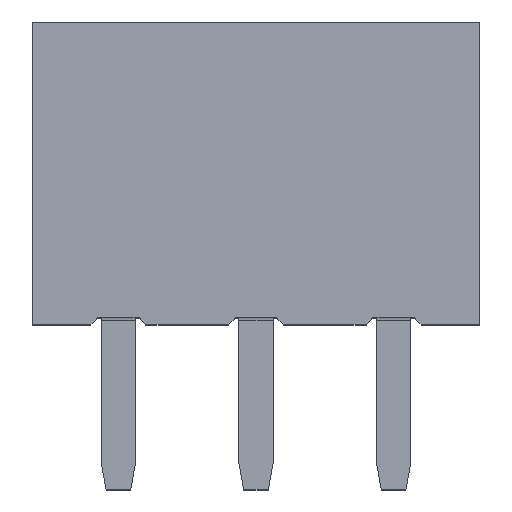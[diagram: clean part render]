
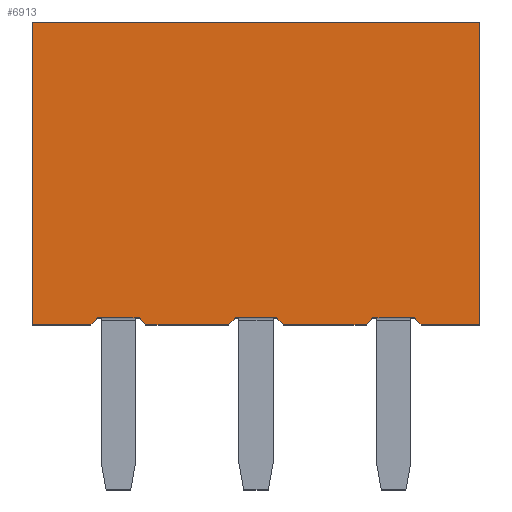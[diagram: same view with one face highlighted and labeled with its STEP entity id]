
A CAD part, top view. The second image highlights one B-rep face of the part: STEP entity #6913.
In plain terms, the highlighted planar face has unit normal (0, 0, 1).
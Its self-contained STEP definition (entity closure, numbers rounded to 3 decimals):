
#2 = LINE ( 'NONE', #3232, #4855 ) ;
#447 = CARTESIAN_POINT ( 'NONE',  ( 3.73, -1.243, 0. ) ) ;
#460 = LINE ( 'NONE', #10112, #7256 ) ;
#499 = DIRECTION ( 'NONE',  ( 0.707, 0.707, 0. ) ) ;
#502 = VECTOR ( 'NONE', #8195, 1000. ) ;
#591 = VERTEX_POINT ( 'NONE', #2227 ) ;
#936 = ORIENTED_EDGE ( 'NONE', *, *, #11140, .T. ) ;
#954 = CARTESIAN_POINT ( 'NONE',  ( 1.83, -1.143, 0. ) ) ;
#1016 = VERTEX_POINT ( 'NONE', #6340 ) ;
#1214 = CARTESIAN_POINT ( 'NONE',  ( 6.53, -1.243, 0. ) ) ;
#1240 = VERTEX_POINT ( 'NONE', #7852 ) ;
#1387 = VERTEX_POINT ( 'NONE', #8861 ) ;
#1421 = VECTOR ( 'NONE', #9978, 1000. ) ;
#1487 = ORIENTED_EDGE ( 'NONE', *, *, #8986, .T. ) ;
#1492 = LINE ( 'NONE', #8817, #6208 ) ;
#1559 = CARTESIAN_POINT ( 'NONE',  ( 7.38, -1.243, 0. ) ) ;
#1659 = LINE ( 'NONE', #7429, #3776 ) ;
#1687 = VERTEX_POINT ( 'NONE', #954 ) ;
#1948 = CARTESIAN_POINT ( 'NONE',  ( 4.53, -1.243, 0. ) ) ;
#2061 = DIRECTION ( 'NONE',  ( 0.707, 0.707, 0. ) ) ;
#2090 = CARTESIAN_POINT ( 'NONE',  ( 1.73, -1.243, 0. ) ) ;
#2163 = LINE ( 'NONE', #2712, #8909 ) ;
#2227 = CARTESIAN_POINT ( 'NONE',  ( 3.83, -1.143, 0. ) ) ;
#2268 = ORIENTED_EDGE ( 'NONE', *, *, #8667, .T. ) ;
#2333 = VECTOR ( 'NONE', #6603, 1000. ) ;
#2472 = ORIENTED_EDGE ( 'NONE', *, *, #9174, .T. ) ;
#2514 = VERTEX_POINT ( 'NONE', #8237 ) ;
#2671 = DIRECTION ( 'NONE',  ( 1., 0., 0. ) ) ;
#2686 = ORIENTED_EDGE ( 'NONE', *, *, #6792, .T. ) ;
#2712 = CARTESIAN_POINT ( 'NONE',  ( -9.12, -1.243, 0. ) ) ;
#2774 = VECTOR ( 'NONE', #4032, 1000. ) ;
#2869 = VECTOR ( 'NONE', #2061, 1000. ) ;
#3062 = DIRECTION ( 'NONE',  ( 0.707, -0.707, 0. ) ) ;
#3063 = LINE ( 'NONE', #4049, #2774 ) ;
#3087 = CARTESIAN_POINT ( 'NONE',  ( 4.43, -1.143, 0. ) ) ;
#3130 = EDGE_LOOP ( 'NONE', ( #5661, #9806, #2472, #3670, #5547, #936, #7678, #8418, #7749, #8666, #2268, #5794, #10341, #1487, #6870, #2686 ) ) ;
#3138 = CARTESIAN_POINT ( 'NONE',  ( 6.43, -1.143, 0. ) ) ;
#3209 = DIRECTION ( 'NONE',  ( 0., -1., 0. ) ) ;
#3232 = CARTESIAN_POINT ( 'NONE',  ( 0.88, -1.243, 0. ) ) ;
#3293 = CARTESIAN_POINT ( 'NONE',  ( 0.88, -1.243, 0. ) ) ;
#3622 = DIRECTION ( 'NONE',  ( 1., 0., 0. ) ) ;
#3670 = ORIENTED_EDGE ( 'NONE', *, *, #10618, .T. ) ;
#3748 = CARTESIAN_POINT ( 'NONE',  ( -9.12, -1.243, 0. ) ) ;
#3776 = VECTOR ( 'NONE', #7374, 1000. ) ;
#4010 = VERTEX_POINT ( 'NONE', #1214 ) ;
#4032 = DIRECTION ( 'NONE',  ( 1., 0., 0. ) ) ;
#4049 = CARTESIAN_POINT ( 'NONE',  ( -9.12, -1.243, 0. ) ) ;
#4089 = LINE ( 'NONE', #10449, #1421 ) ;
#4366 = CARTESIAN_POINT ( 'NONE',  ( 2.43, -1.143, 0. ) ) ;
#4671 = CARTESIAN_POINT ( 'NONE',  ( 2.43, -1.143, 0. ) ) ;
#4749 = DIRECTION ( 'NONE',  ( 0.707, -0.707, 0. ) ) ;
#4855 = VECTOR ( 'NONE', #3209, 1000. ) ;
#5049 = VERTEX_POINT ( 'NONE', #1559 ) ;
#5357 = CARTESIAN_POINT ( 'NONE',  ( 3.73, -1.243, 0. ) ) ;
#5368 = LINE ( 'NONE', #3087, #6820 ) ;
#5399 = VECTOR ( 'NONE', #10641, 1000. ) ;
#5547 = ORIENTED_EDGE ( 'NONE', *, *, #10890, .T. ) ;
#5661 = ORIENTED_EDGE ( 'NONE', *, *, #6298, .T. ) ;
#5716 = EDGE_CURVE ( 'NONE', #5049, #2514, #1659, .T. ) ;
#5794 = ORIENTED_EDGE ( 'NONE', *, *, #7380, .T. ) ;
#5809 = VERTEX_POINT ( 'NONE', #5357 ) ;
#5954 = LINE ( 'NONE', #3748, #5399 ) ;
#6060 = EDGE_CURVE ( 'NONE', #1240, #7364, #460, .T. ) ;
#6061 = VECTOR ( 'NONE', #7878, 1000. ) ;
#6208 = VECTOR ( 'NONE', #8831, 1000. ) ;
#6298 = EDGE_CURVE ( 'NONE', #4010, #5049, #5954, .T. ) ;
#6302 = VECTOR ( 'NONE', #499, 1000. ) ;
#6340 = CARTESIAN_POINT ( 'NONE',  ( 1.73, -1.243, 0. ) ) ;
#6374 = VERTEX_POINT ( 'NONE', #1948 ) ;
#6602 = LINE ( 'NONE', #4671, #9226 ) ;
#6603 = DIRECTION ( 'NONE',  ( 1., 0., 0. ) ) ;
#6683 = EDGE_CURVE ( 'NONE', #1687, #7141, #1492, .T. ) ;
#6755 = CARTESIAN_POINT ( 'NONE',  ( -9.12, -1.243, 0. ) ) ;
#6792 = EDGE_CURVE ( 'NONE', #7364, #4010, #11233, .T. ) ;
#6820 = VECTOR ( 'NONE', #3062, 1000. ) ;
#6870 = ORIENTED_EDGE ( 'NONE', *, *, #6060, .T. ) ;
#6887 = VECTOR ( 'NONE', #7351, 1000. ) ;
#6913 = ADVANCED_FACE ( 'NONE', ( #7238 ), #7173, .T. ) ;
#7024 = DIRECTION ( 'NONE',  ( 1., 0., 0. ) ) ;
#7036 = DIRECTION ( 'NONE',  ( 0., 0., 1. ) ) ;
#7037 = CARTESIAN_POINT ( 'NONE',  ( -9.12, -1.243, 0. ) ) ;
#7141 = VERTEX_POINT ( 'NONE', #4366 ) ;
#7173 = PLANE ( 'NONE',  #7595 ) ;
#7238 = FACE_OUTER_BOUND ( 'NONE', #3130, .T. ) ;
#7256 = VECTOR ( 'NONE', #3622, 1000. ) ;
#7332 = VERTEX_POINT ( 'NONE', #3293 ) ;
#7351 = DIRECTION ( 'NONE',  ( -1., 0., 0. ) ) ;
#7364 = VERTEX_POINT ( 'NONE', #3138 ) ;
#7365 = CARTESIAN_POINT ( 'NONE',  ( -9.12, 3.157, 0. ) ) ;
#7374 = DIRECTION ( 'NONE',  ( 0., 1., 0. ) ) ;
#7380 = EDGE_CURVE ( 'NONE', #1387, #6374, #5368, .T. ) ;
#7391 = CARTESIAN_POINT ( 'NONE',  ( 0.88, 3.157, 0. ) ) ;
#7429 = CARTESIAN_POINT ( 'NONE',  ( 7.38, -1.243, 0. ) ) ;
#7448 = EDGE_CURVE ( 'NONE', #6374, #11352, #2163, .T. ) ;
#7558 = LINE ( 'NONE', #8265, #502 ) ;
#7595 = AXIS2_PLACEMENT_3D ( 'NONE', #7037, #7036, #7024 ) ;
#7678 = ORIENTED_EDGE ( 'NONE', *, *, #6683, .T. ) ;
#7738 = EDGE_CURVE ( 'NONE', #5809, #591, #9170, .T. ) ;
#7749 = ORIENTED_EDGE ( 'NONE', *, *, #9886, .T. ) ;
#7771 = LINE ( 'NONE', #2090, #2869 ) ;
#7852 = CARTESIAN_POINT ( 'NONE',  ( 5.83, -1.143, 0. ) ) ;
#7878 = DIRECTION ( 'NONE',  ( 0.707, -0.707, 0. ) ) ;
#7993 = CARTESIAN_POINT ( 'NONE',  ( 6.43, -1.143, 0. ) ) ;
#8195 = DIRECTION ( 'NONE',  ( 0.707, 0.707, 0. ) ) ;
#8237 = CARTESIAN_POINT ( 'NONE',  ( 7.38, 3.157, 0. ) ) ;
#8265 = CARTESIAN_POINT ( 'NONE',  ( 5.73, -1.243, 0. ) ) ;
#8418 = ORIENTED_EDGE ( 'NONE', *, *, #9742, .T. ) ;
#8666 = ORIENTED_EDGE ( 'NONE', *, *, #7738, .T. ) ;
#8667 = EDGE_CURVE ( 'NONE', #591, #1387, #4089, .T. ) ;
#8769 = CARTESIAN_POINT ( 'NONE',  ( 5.73, -1.243, 0. ) ) ;
#8817 = CARTESIAN_POINT ( 'NONE',  ( -9.12, -1.143, 0. ) ) ;
#8831 = DIRECTION ( 'NONE',  ( 1., 0., 0. ) ) ;
#8861 = CARTESIAN_POINT ( 'NONE',  ( 4.43, -1.143, 0. ) ) ;
#8909 = VECTOR ( 'NONE', #2671, 1000. ) ;
#8986 = EDGE_CURVE ( 'NONE', #11352, #1240, #7558, .T. ) ;
#9065 = LINE ( 'NONE', #6755, #2333 ) ;
#9170 = LINE ( 'NONE', #447, #6302 ) ;
#9174 = EDGE_CURVE ( 'NONE', #2514, #9213, #9258, .T. ) ;
#9213 = VERTEX_POINT ( 'NONE', #7391 ) ;
#9226 = VECTOR ( 'NONE', #4749, 1000. ) ;
#9227 = CARTESIAN_POINT ( 'NONE',  ( 2.53, -1.243, 0. ) ) ;
#9258 = LINE ( 'NONE', #7365, #6887 ) ;
#9742 = EDGE_CURVE ( 'NONE', #7141, #10829, #6602, .T. ) ;
#9806 = ORIENTED_EDGE ( 'NONE', *, *, #5716, .T. ) ;
#9886 = EDGE_CURVE ( 'NONE', #10829, #5809, #3063, .T. ) ;
#9978 = DIRECTION ( 'NONE',  ( 1., 0., 0. ) ) ;
#10112 = CARTESIAN_POINT ( 'NONE',  ( -9.12, -1.143, 0. ) ) ;
#10341 = ORIENTED_EDGE ( 'NONE', *, *, #7448, .T. ) ;
#10449 = CARTESIAN_POINT ( 'NONE',  ( -9.12, -1.143, 0. ) ) ;
#10618 = EDGE_CURVE ( 'NONE', #9213, #7332, #2, .T. ) ;
#10641 = DIRECTION ( 'NONE',  ( 1., 0., 0. ) ) ;
#10829 = VERTEX_POINT ( 'NONE', #9227 ) ;
#10890 = EDGE_CURVE ( 'NONE', #7332, #1016, #9065, .T. ) ;
#11140 = EDGE_CURVE ( 'NONE', #1016, #1687, #7771, .T. ) ;
#11233 = LINE ( 'NONE', #7993, #6061 ) ;
#11352 = VERTEX_POINT ( 'NONE', #8769 ) ;
